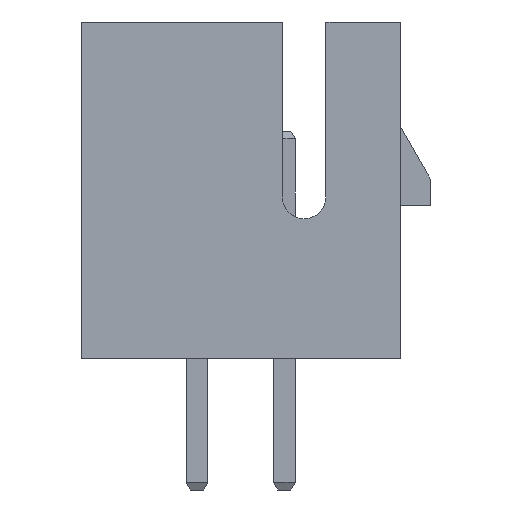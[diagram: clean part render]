
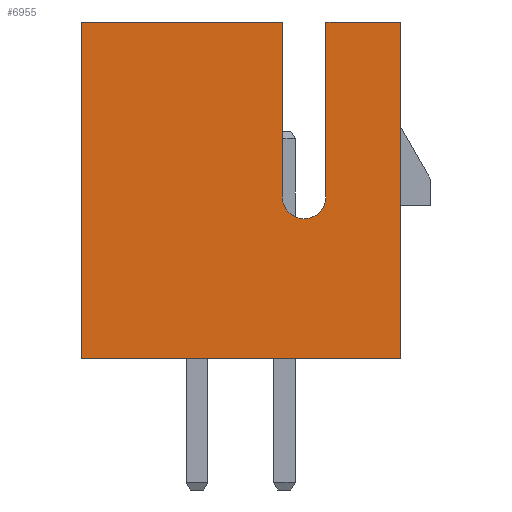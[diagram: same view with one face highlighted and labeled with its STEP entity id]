
A CAD part, left-side view. The second image highlights one B-rep face of the part: STEP entity #6955.
In plain terms, the highlighted planar face has unit normal (-1, 0, 0).
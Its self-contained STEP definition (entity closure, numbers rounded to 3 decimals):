
#10 = FACE_OUTER_BOUND ( 'NONE', #6695, .T. ) ;
#20 = CARTESIAN_POINT ( 'NONE',  ( -13., 0., 0. ) ) ;
#110 = CARTESIAN_POINT ( 'NONE',  ( -13., -1.95, 7.7 ) ) ;
#319 = DIRECTION ( 'NONE',  ( 0., 0., 1. ) ) ;
#335 = CARTESIAN_POINT ( 'NONE',  ( -13., 3.65, 7.7 ) ) ;
#371 = ORIENTED_EDGE ( 'NONE', *, *, #5746, .F. ) ;
#459 = DIRECTION ( 'NONE',  ( 0., 1., 0. ) ) ;
#485 = PLANE ( 'NONE',  #2337 ) ;
#602 = DIRECTION ( 'NONE',  ( 0., -1., 0. ) ) ;
#718 = VECTOR ( 'NONE', #6558, 1000. ) ;
#768 = DIRECTION ( 'NONE',  ( 0., 0., 1. ) ) ;
#1126 = CARTESIAN_POINT ( 'NONE',  ( -13., -0.95, 0. ) ) ;
#1138 = VERTEX_POINT ( 'NONE', #1972 ) ;
#1181 = ORIENTED_EDGE ( 'NONE', *, *, #2414, .T. ) ;
#1325 = CARTESIAN_POINT ( 'NONE',  ( -13., -1.45, 3.7 ) ) ;
#1534 = VERTEX_POINT ( 'NONE', #2579 ) ;
#1624 = VECTOR ( 'NONE', #5033, 1000. ) ;
#1634 = CARTESIAN_POINT ( 'NONE',  ( -13., 3.65, 7.7 ) ) ;
#1799 = LINE ( 'NONE', #6797, #7038 ) ;
#1905 = DIRECTION ( 'NONE',  ( 0., 0., -1. ) ) ;
#1934 = VERTEX_POINT ( 'NONE', #2477 ) ;
#1972 = CARTESIAN_POINT ( 'NONE',  ( -13., -3.65, 0. ) ) ;
#2337 = AXIS2_PLACEMENT_3D ( 'NONE', #3505, #5718, #768 ) ;
#2414 = EDGE_CURVE ( 'NONE', #5891, #4230, #6039, .T. ) ;
#2477 = CARTESIAN_POINT ( 'NONE',  ( -13., -1.95, 3.7 ) ) ;
#2545 = VECTOR ( 'NONE', #459, 1000. ) ;
#2579 = CARTESIAN_POINT ( 'NONE',  ( -13., 3.65, 0. ) ) ;
#2598 = CARTESIAN_POINT ( 'NONE',  ( -13., -3.65, 7.7 ) ) ;
#2824 = ORIENTED_EDGE ( 'NONE', *, *, #4612, .T. ) ;
#2849 = LINE ( 'NONE', #6842, #1624 ) ;
#3505 = CARTESIAN_POINT ( 'NONE',  ( -13., 3.65, 0. ) ) ;
#3956 = VECTOR ( 'NONE', #602, 1000. ) ;
#3975 = LINE ( 'NONE', #4436, #6635 ) ;
#3989 = EDGE_CURVE ( 'NONE', #4230, #5145, #2849, .T. ) ;
#4076 = VERTEX_POINT ( 'NONE', #2598 ) ;
#4101 = CARTESIAN_POINT ( 'NONE',  ( -13., -0.95, 3.7 ) ) ;
#4230 = VERTEX_POINT ( 'NONE', #5199 ) ;
#4423 = EDGE_CURVE ( 'NONE', #1934, #5891, #6268, .T. ) ;
#4436 = CARTESIAN_POINT ( 'NONE',  ( -13., -1.95, 0. ) ) ;
#4480 = ORIENTED_EDGE ( 'NONE', *, *, #6698, .T. ) ;
#4612 = EDGE_CURVE ( 'NONE', #5447, #1934, #3975, .T. ) ;
#4677 = DIRECTION ( 'NONE',  ( 1., 0., 0. ) ) ;
#4751 = DIRECTION ( 'NONE',  ( 0., 0., 1. ) ) ;
#5033 = DIRECTION ( 'NONE',  ( 0., 1., 0. ) ) ;
#5145 = VERTEX_POINT ( 'NONE', #335 ) ;
#5199 = CARTESIAN_POINT ( 'NONE',  ( -13., -0.95, 7.7 ) ) ;
#5235 = ORIENTED_EDGE ( 'NONE', *, *, #3989, .T. ) ;
#5428 = LINE ( 'NONE', #1634, #2545 ) ;
#5447 = VERTEX_POINT ( 'NONE', #110 ) ;
#5469 = EDGE_CURVE ( 'NONE', #4076, #1138, #1799, .T. ) ;
#5551 = AXIS2_PLACEMENT_3D ( 'NONE', #1325, #4677, #319 ) ;
#5575 = ORIENTED_EDGE ( 'NONE', *, *, #4423, .T. ) ;
#5706 = EDGE_CURVE ( 'NONE', #4076, #5447, #5428, .T. ) ;
#5718 = DIRECTION ( 'NONE',  ( -1., 0., 0. ) ) ;
#5746 = EDGE_CURVE ( 'NONE', #1534, #5145, #6590, .T. ) ;
#5891 = VERTEX_POINT ( 'NONE', #4101 ) ;
#5995 = LINE ( 'NONE', #20, #3956 ) ;
#6039 = LINE ( 'NONE', #1126, #6306 ) ;
#6183 = DIRECTION ( 'NONE',  ( 0., 0., -1. ) ) ;
#6268 = CIRCLE ( 'NONE', #5551, 0.5 ) ;
#6306 = VECTOR ( 'NONE', #4751, 1000. ) ;
#6558 = DIRECTION ( 'NONE',  ( 0., 0., 1. ) ) ;
#6561 = ORIENTED_EDGE ( 'NONE', *, *, #5706, .T. ) ;
#6590 = LINE ( 'NONE', #7082, #718 ) ;
#6635 = VECTOR ( 'NONE', #6183, 1000. ) ;
#6695 = EDGE_LOOP ( 'NONE', ( #5575, #1181, #5235, #371, #4480, #6906, #6561, #2824 ) ) ;
#6698 = EDGE_CURVE ( 'NONE', #1534, #1138, #5995, .T. ) ;
#6797 = CARTESIAN_POINT ( 'NONE',  ( -13., -3.65, 0. ) ) ;
#6842 = CARTESIAN_POINT ( 'NONE',  ( -13., 3.65, 7.7 ) ) ;
#6906 = ORIENTED_EDGE ( 'NONE', *, *, #5469, .F. ) ;
#6955 = ADVANCED_FACE ( 'NONE', ( #10 ), #485, .T. ) ;
#7038 = VECTOR ( 'NONE', #1905, 1000. ) ;
#7082 = CARTESIAN_POINT ( 'NONE',  ( -13., 3.65, 0. ) ) ;
